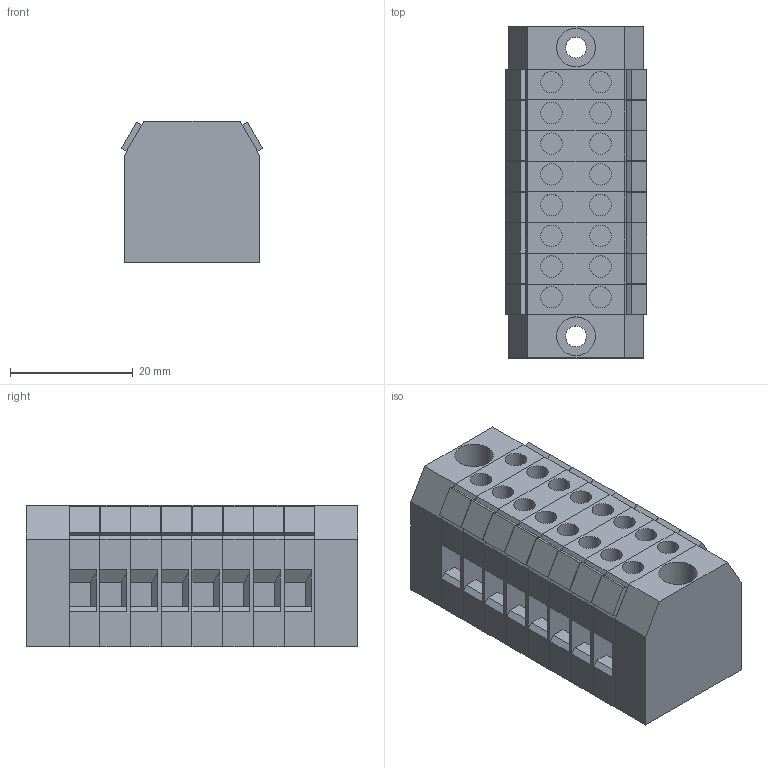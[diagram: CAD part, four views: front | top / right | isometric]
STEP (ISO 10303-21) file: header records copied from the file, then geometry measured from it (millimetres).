
FILE_DESCRIPTION(/* description */ (''),/* implementation_level */ '2;1');
FILE_NAME(/* name */ '1326-2_BKA25_8_BG.stp',/* time_stamp */ '2020-07-28T08:54:05+02:00',/* author */ (''),/* organization */ (''),/* preprocessor_version */ 'ST-DEVELOPER v16.7',/* originating_system */ 'SIEMENS PLM Software NX 12.0',/* authorisation */ '');
FILE_SCHEMA (('AUTOMOTIVE_DESIGN { 1 0 10303 214 3 1 1 1 }'));
Length unit declared in the file: millimetre
Products named in the file (4): Bezeichnung_2-5; bka25iso_info; BKA_EH2; 1326-2_BKA25_8_BG
Assembly tree (26 placements, depth 2):
  1326-2_BKA25_8_BG
    BKA_EH2  x2
    bka25iso_info  x8
    Bezeichnung_2-5  x16
Bounding box: 23.01 x 54 x 23 mm (x, y, z)
Volume: 18663.8 mm3; surface area: 19884.2 mm2
Topology: 26 solids, 26 shells, 550 faces, 1490 edges, 994 vertices
Faces by surface type: plane 530, cylinder 20
Full cylindrical faces by diameter (mm): 3.4 x2, 3.5 x16, 6.3 x2
Entity records: 2447 total; most frequent: CARTESIAN_POINT 410, DIRECTION 390, ORIENTED_EDGE 372, EDGE_CURVE 186, LINE 178, VECTOR 178, VERTEX_POINT 126, AXIS2_PLACEMENT_3D 106
